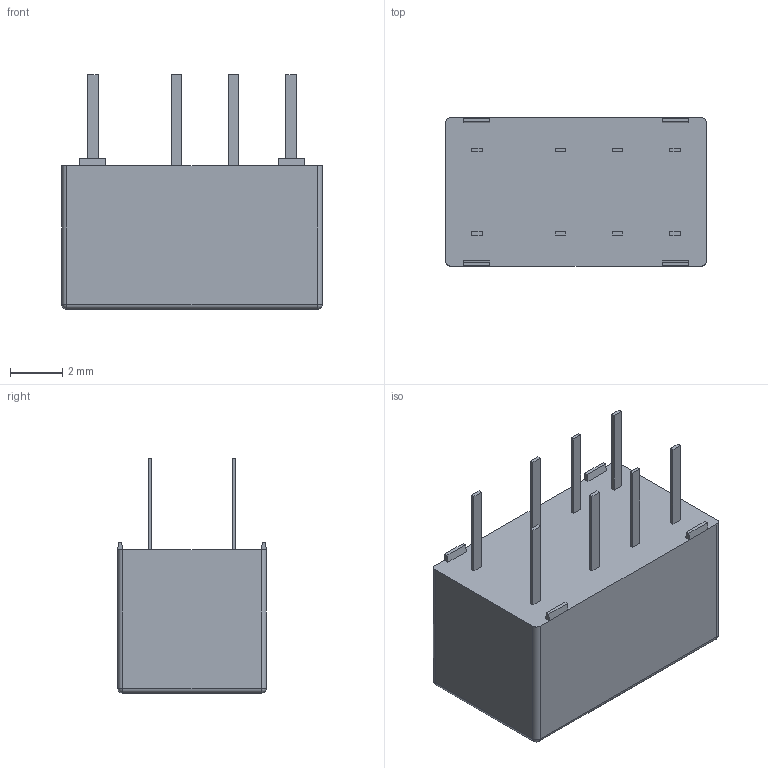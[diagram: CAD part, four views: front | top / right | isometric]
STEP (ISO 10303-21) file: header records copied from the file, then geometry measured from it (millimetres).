
FILE_DESCRIPTION((''),'2;1');
FILE_NAME('C-1-1462038-7','2018-02-22T',('workeradm'),('TE Connectivity Ltd.'),'CREO PARAMETRIC BY PTC INC, 2016050','CREO PARAMETRIC BY PTC INC, 2016050','');
FILE_SCHEMA(('AUTOMOTIVE_DESIGN { 1 0 10303 214 1 1 1 1 }'));
Length unit declared in the file: millimetre
Products named in the file (1): C-1-1462038-7
Bounding box: 10 x 5.7 x 9 mm (x, y, z)
Volume: 313.1 mm3; surface area: 314.3 mm2
Topology: 1 solids, 1 shells, 81 faces, 196 edges, 125 vertices
Faces by surface type: plane 69, cylinder 9, sphere 3
Entity records: 2356 total; most frequent: CARTESIAN_POINT 404, ORIENTED_EDGE 392, DIRECTION 376, EDGE_CURVE 196, VECTOR 178, LINE 178, VERTEX_POINT 125, AXIS2_PLACEMENT_3D 99
